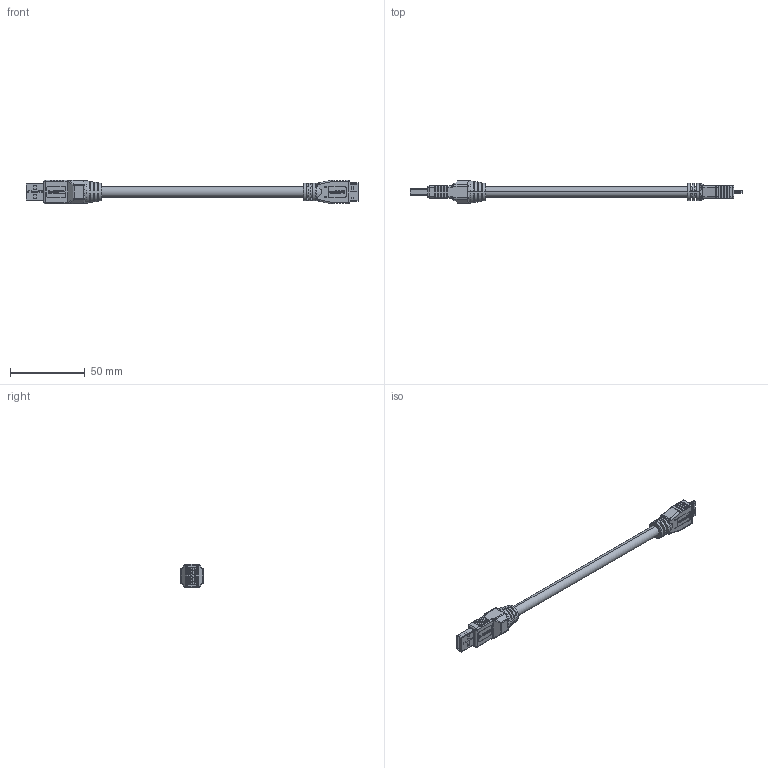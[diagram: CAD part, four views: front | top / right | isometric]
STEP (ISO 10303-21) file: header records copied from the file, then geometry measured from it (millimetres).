
FILE_DESCRIPTION (( 'STEP AP214' ), '1' );
FILE_NAME ('CAU3HFAMB-BLK_3D.STEP', '2021-01-25T16:48:27', ( '' ), ( '' ), 'SwSTEP 2.0', 'SolidWorks 2018', '' );
FILE_SCHEMA (( 'AUTOMOTIVE_DESIGN' ));
Length unit declared in the file: millimetre
Products named in the file (14): 1AA05-138_Cut Crimp; 1AA05-049-MA4___; CAU3HFAMB-BLK_3D; 1AA05-138-MA2___; CAU3HFAA-BLK-MA1; MTN-815___; MTN-815; MTN-1024_OD 7.0 CABLE; MTN-1120; 1AA05-049-MA2___; 1AA05-049-MA1___; 1AA05-138-MA1___; 1AA05-138-MA3_Cut Crimp
Assembly tree (13 placements, depth 4):
  CAU3HFAMB-BLK_3D
    CAU3HFAA-BLK-MA1
    MTN-1120
      MTN-815___
        1AA05-049-MA1___
        1AA05-049-MA2___
        1AA05-049-MA4___
        MTN-815
      MTN-1120
    MTN-1024_OD 7.0 CABLE
    1AA05-138_Cut Crimp
      1AA05-138-MA2___
      1AA05-138-MA3_Cut Crimp
      1AA05-138-MA1___
Bounding box: 221.85 x 15 x 16 mm (x, y, z)
Volume: 15850.9 mm3; surface area: 12661.6 mm2
Topology: 24 solids, 24 shells, 2035 faces, 5516 edges, 3535 vertices
Faces by surface type: plane 1320, cylinder 392, bspline 247, torus 40, sphere 34, cone 2
Entity records: 76892 total; most frequent: CARTESIAN_POINT 22169, ORIENTED_EDGE 10956, DIRECTION 9423, EDGE_CURVE 5478, LINE 3919, VECTOR 3919, VERTEX_POINT 3535, AXIS2_PLACEMENT_3D 2752
